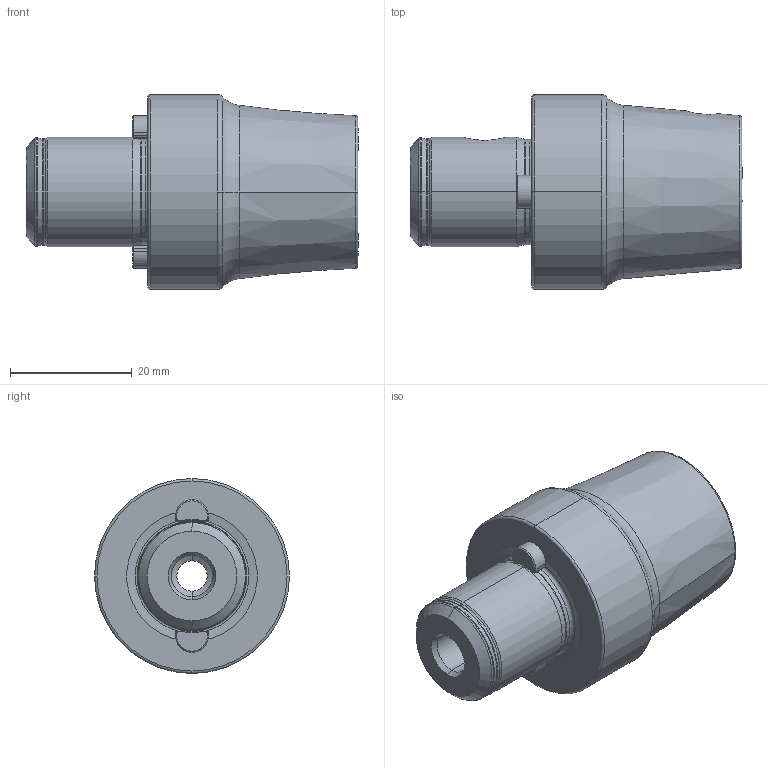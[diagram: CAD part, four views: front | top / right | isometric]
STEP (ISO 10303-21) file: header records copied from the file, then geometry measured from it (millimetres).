
FILE_DESCRIPTION (( 'STEP AP203' ), '1' );
FILE_NAME ('ST3-ST2.K01.034.STEP', '2016-02-12T10:37:23', ( 'SWIAdmin' ), ( 'Hewlett-Packard Company' ), 'SwSTEP 2.0', 'SolidWorks 2015', '' );
FILE_SCHEMA (( 'CONFIG_CONTROL_DESIGN' ));
Length unit declared in the file: millimetre
Products named in the file (4): ST3-ST2.K01.034_A; ST3-ER2.001.007_A; ST3-ST2.K01.034; ST2-ER1.001.006_A
Assembly tree (4 placements, depth 2):
  ST3-ST2.K01.034
    ST3-ST2.K01.034_A
    ST2-ER1.001.006_A
    ST3-ER2.001.007_A  x2
Bounding box: 54.5 x 32 x 32 mm (x, y, z)
Volume: 23660.8 mm3; surface area: 7533.4 mm2
Topology: 4 solids, 4 shells, 160 faces, 365 edges, 210 vertices
Faces by surface type: cone 54, cylinder 45, torus 31, plane 26, bspline 4
Entity records: 4972 total; most frequent: CARTESIAN_POINT 1399, DIRECTION 711, ORIENTED_EDGE 630, EDGE_CURVE 315, AXIS2_PLACEMENT_3D 299, VERTEX_POINT 184, CIRCLE 157, EDGE_LOOP 147
